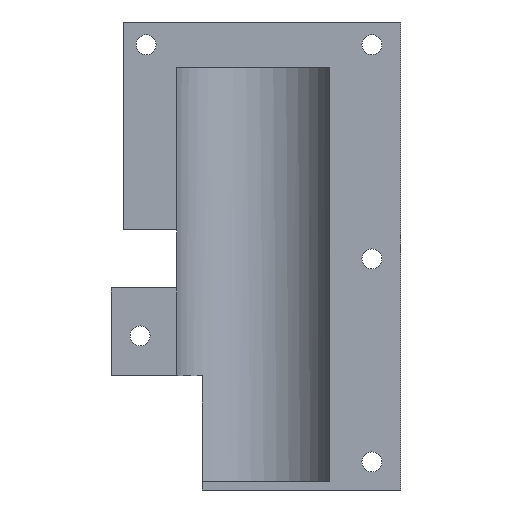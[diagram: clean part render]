
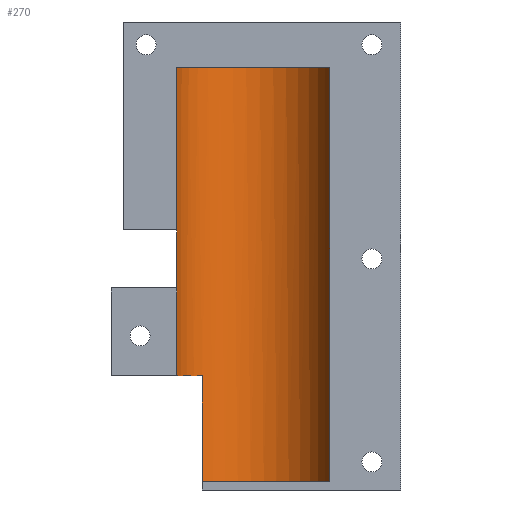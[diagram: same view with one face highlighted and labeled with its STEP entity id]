
A CAD part, front view. The second image highlights one B-rep face of the part: STEP entity #270.
In plain terms, the highlighted cylindrical face has radius 14 mm (diameter 28 mm), a partial arc.
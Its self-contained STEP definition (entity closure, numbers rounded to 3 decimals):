
#3 = EDGE_CURVE ( 'NONE', #170, #427, #1019, .T. ) ;
#27 = EDGE_CURVE ( 'NONE', #408, #538, #473, .T. ) ;
#59 = EDGE_CURVE ( 'NONE', #614, #408, #343, .T. ) ;
#60 = CARTESIAN_POINT ( 'NONE',  ( -13.416, 4., 72.5 ) ) ;
#112 = CARTESIAN_POINT ( 'NONE',  ( -8.89, 10.815, 18.5 ) ) ;
#115 = VECTOR ( 'NONE', #383, 1000. ) ;
#170 = VERTEX_POINT ( 'NONE', #342 ) ;
#255 = CARTESIAN_POINT ( 'NONE',  ( -13.416, 4., 72.5 ) ) ;
#260 = EDGE_LOOP ( 'NONE', ( #1073, #953, #271, #795, #882, #577, #700, #925 ) ) ;
#270 = ADVANCED_FACE ( 'NONE', ( #338 ), #1122, .F. ) ;
#271 = ORIENTED_EDGE ( 'NONE', *, *, #593, .F. ) ;
#329 = DIRECTION ( 'NONE',  ( 1., 0., 0. ) ) ;
#338 = FACE_OUTER_BOUND ( 'NONE', #260, .T. ) ;
#342 = CARTESIAN_POINT ( 'NONE',  ( 13.416, 4., 72.5 ) ) ;
#343 = LINE ( 'NONE', #597, #345 ) ;
#345 = VECTOR ( 'NONE', #952, 1000. ) ;
#376 = LINE ( 'NONE', #255, #785 ) ;
#380 = CARTESIAN_POINT ( 'NONE',  ( -13.416, 4., 72.5 ) ) ;
#383 = DIRECTION ( 'NONE',  ( 0., 0., -1. ) ) ;
#399 = LINE ( 'NONE', #60, #115 ) ;
#400 = VECTOR ( 'NONE', #488, 1000. ) ;
#401 = CIRCLE ( 'NONE', #1080, 14. ) ;
#408 = VERTEX_POINT ( 'NONE', #112 ) ;
#420 = AXIS2_PLACEMENT_3D ( 'NONE', #585, #1110, #749 ) ;
#427 = VERTEX_POINT ( 'NONE', #1125 ) ;
#473 = CIRCLE ( 'NONE', #420, 14. ) ;
#475 = AXIS2_PLACEMENT_3D ( 'NONE', #1089, #512, #680 ) ;
#477 = CIRCLE ( 'NONE', #666, 14. ) ;
#482 = LINE ( 'NONE', #826, #948 ) ;
#488 = DIRECTION ( 'NONE',  ( 0., 0., -1. ) ) ;
#512 = DIRECTION ( 'NONE',  ( 0., 0., -1. ) ) ;
#538 = VERTEX_POINT ( 'NONE', #1072 ) ;
#557 = DIRECTION ( 'NONE',  ( 1., 0., 0. ) ) ;
#565 = CARTESIAN_POINT ( 'NONE',  ( 0., 0., 0. ) ) ;
#577 = ORIENTED_EDGE ( 'NONE', *, *, #811, .T. ) ;
#585 = CARTESIAN_POINT ( 'NONE',  ( 0., 0., 18.5 ) ) ;
#593 = EDGE_CURVE ( 'NONE', #427, #614, #477, .T. ) ;
#597 = CARTESIAN_POINT ( 'NONE',  ( -8.89, 10.815, 72.5 ) ) ;
#614 = VERTEX_POINT ( 'NONE', #1025 ) ;
#652 = CARTESIAN_POINT ( 'NONE',  ( 0., 0., 72.5 ) ) ;
#656 = EDGE_CURVE ( 'NONE', #822, #819, #482, .T. ) ;
#666 = AXIS2_PLACEMENT_3D ( 'NONE', #565, #1104, #329 ) ;
#680 = DIRECTION ( 'NONE',  ( -1., 0., 0. ) ) ;
#700 = ORIENTED_EDGE ( 'NONE', *, *, #656, .T. ) ;
#749 = DIRECTION ( 'NONE',  ( 1., 0., 0. ) ) ;
#774 = EDGE_CURVE ( 'NONE', #819, #538, #376, .T. ) ;
#785 = VECTOR ( 'NONE', #850, 1000. ) ;
#795 = ORIENTED_EDGE ( 'NONE', *, *, #3, .F. ) ;
#811 = EDGE_CURVE ( 'NONE', #868, #822, #399, .T. ) ;
#819 = VERTEX_POINT ( 'NONE', #1084 ) ;
#822 = VERTEX_POINT ( 'NONE', #1062 ) ;
#826 = CARTESIAN_POINT ( 'NONE',  ( -13.416, 4., 72.5 ) ) ;
#838 = DIRECTION ( 'NONE',  ( 0., 0., -1. ) ) ;
#850 = DIRECTION ( 'NONE',  ( 0., 0., -1. ) ) ;
#868 = VERTEX_POINT ( 'NONE', #380 ) ;
#882 = ORIENTED_EDGE ( 'NONE', *, *, #1012, .T. ) ;
#920 = CARTESIAN_POINT ( 'NONE',  ( 13.416, 4., 72.5 ) ) ;
#925 = ORIENTED_EDGE ( 'NONE', *, *, #774, .T. ) ;
#948 = VECTOR ( 'NONE', #838, 1000. ) ;
#952 = DIRECTION ( 'NONE',  ( 0., 0., 1. ) ) ;
#953 = ORIENTED_EDGE ( 'NONE', *, *, #59, .F. ) ;
#993 = DIRECTION ( 'NONE',  ( 0., 0., 1. ) ) ;
#1012 = EDGE_CURVE ( 'NONE', #170, #868, #401, .T. ) ;
#1019 = LINE ( 'NONE', #920, #400 ) ;
#1025 = CARTESIAN_POINT ( 'NONE',  ( -8.89, 10.815, 0. ) ) ;
#1062 = CARTESIAN_POINT ( 'NONE',  ( -13.416, 4., 44.06 ) ) ;
#1072 = CARTESIAN_POINT ( 'NONE',  ( -13.416, 4., 18.5 ) ) ;
#1073 = ORIENTED_EDGE ( 'NONE', *, *, #27, .F. ) ;
#1080 = AXIS2_PLACEMENT_3D ( 'NONE', #652, #993, #557 ) ;
#1084 = CARTESIAN_POINT ( 'NONE',  ( -13.416, 4., 33.9 ) ) ;
#1089 = CARTESIAN_POINT ( 'NONE',  ( 0., 0., 72.5 ) ) ;
#1104 = DIRECTION ( 'NONE',  ( 0., 0., 1. ) ) ;
#1110 = DIRECTION ( 'NONE',  ( 0., 0., 1. ) ) ;
#1122 = CYLINDRICAL_SURFACE ( 'NONE', #475, 14. ) ;
#1125 = CARTESIAN_POINT ( 'NONE',  ( 13.416, 4., 0. ) ) ;
